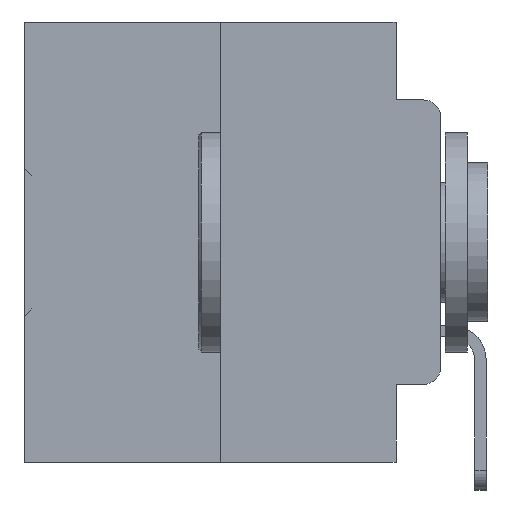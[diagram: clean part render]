
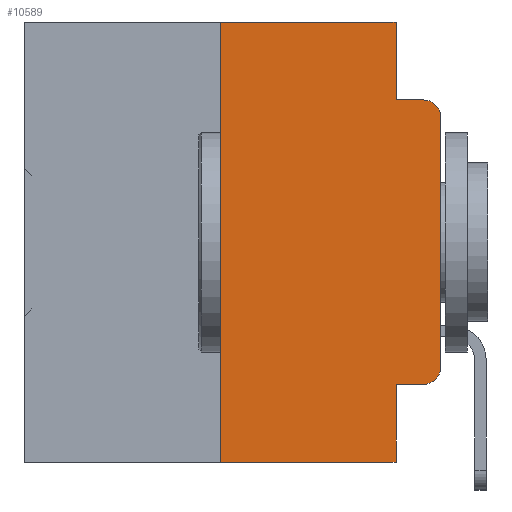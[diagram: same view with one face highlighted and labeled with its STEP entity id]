
A CAD part, left-side view. The second image highlights one B-rep face of the part: STEP entity #10589.
In plain terms, the highlighted planar face has unit normal (-1, 0, 0).
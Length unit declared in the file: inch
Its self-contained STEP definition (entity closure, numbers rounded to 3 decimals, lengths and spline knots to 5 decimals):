
#1436 = EDGE_CURVE ( 'NONE', #18573, #6303, #28935, .T. ) ;
#1758 = LINE ( 'NONE', #14381, #23364 ) ;
#3028 = CARTESIAN_POINT ( 'NONE',  ( 0., 0.25, 0. ) ) ;
#3865 = AXIS2_PLACEMENT_3D ( 'NONE', #31316, #14854, #34008 ) ;
#3888 = LINE ( 'NONE', #3028, #26119 ) ;
#4108 = VERTEX_POINT ( 'NONE', #36655 ) ;
#4881 = CARTESIAN_POINT ( 'NONE',  ( 0., 0.051, -0.0885 ) ) ;
#5172 = LINE ( 'NONE', #24993, #12357 ) ;
#5950 = CARTESIAN_POINT ( 'NONE',  ( 0., 0.02, -0.4115 ) ) ;
#6303 = VERTEX_POINT ( 'NONE', #14432 ) ;
#6465 = VERTEX_POINT ( 'NONE', #21527 ) ;
#6591 = EDGE_CURVE ( 'NONE', #6465, #33737, #28813, .T. ) ;
#6755 = CARTESIAN_POINT ( 'NONE',  ( 0., 0.02, -0.0885 ) ) ;
#7268 = VERTEX_POINT ( 'NONE', #27810 ) ;
#7586 = CARTESIAN_POINT ( 'NONE',  ( 0., 0.051, -0.4115 ) ) ;
#8032 = CARTESIAN_POINT ( 'NONE',  ( 0., 0., 0. ) ) ;
#8404 = ORIENTED_EDGE ( 'NONE', *, *, #20383, .F. ) ;
#8991 = VERTEX_POINT ( 'NONE', #34196 ) ;
#9690 = ORIENTED_EDGE ( 'NONE', *, *, #10596, .F. ) ;
#9877 = DIRECTION ( 'NONE',  ( 0., 0., 1. ) ) ;
#10225 = ORIENTED_EDGE ( 'NONE', *, *, #24491, .T. ) ;
#10589 = ADVANCED_FACE ( 'NONE', ( #12991 ), #34247, .F. ) ;
#10596 = EDGE_CURVE ( 'NONE', #7268, #13724, #3888, .T. ) ;
#12357 = VECTOR ( 'NONE', #33041, 39.37008 ) ;
#12728 = ORIENTED_EDGE ( 'NONE', *, *, #23814, .F. ) ;
#12991 = FACE_OUTER_BOUND ( 'NONE', #29498, .T. ) ;
#13724 = VERTEX_POINT ( 'NONE', #16444 ) ;
#14381 = CARTESIAN_POINT ( 'NONE',  ( 0., 0.051, 0. ) ) ;
#14432 = CARTESIAN_POINT ( 'NONE',  ( 0., 0., -0.1085 ) ) ;
#14504 = ORIENTED_EDGE ( 'NONE', *, *, #6591, .T. ) ;
#14522 = CARTESIAN_POINT ( 'NONE',  ( 0., 0.051, 0. ) ) ;
#14717 = EDGE_CURVE ( 'NONE', #6303, #32047, #33919, .T. ) ;
#14788 = DIRECTION ( 'NONE',  ( -1., 0., 0. ) ) ;
#14854 = DIRECTION ( 'NONE',  ( -1., 0., 0. ) ) ;
#16444 = CARTESIAN_POINT ( 'NONE',  ( 0., 0.25, 0. ) ) ;
#17954 = CARTESIAN_POINT ( 'NONE',  ( 0., 0.473, 0. ) ) ;
#18573 = VERTEX_POINT ( 'NONE', #20868 ) ;
#19063 = CARTESIAN_POINT ( 'NONE',  ( 0., 0.051, -0.5 ) ) ;
#20383 = EDGE_CURVE ( 'NONE', #8991, #4108, #1758, .T. ) ;
#20742 = DIRECTION ( 'NONE',  ( 0., 0., -1. ) ) ;
#20868 = CARTESIAN_POINT ( 'NONE',  ( 0., 0., -0.3915 ) ) ;
#21309 = EDGE_CURVE ( 'NONE', #6465, #31623, #29319, .T. ) ;
#21527 = CARTESIAN_POINT ( 'NONE',  ( 0., 0.051, -0.4115 ) ) ;
#21549 = VECTOR ( 'NONE', #27610, 39.37008 ) ;
#22073 = VECTOR ( 'NONE', #31005, 39.37008 ) ;
#23093 = CARTESIAN_POINT ( 'NONE',  ( 0., 0.473, 0. ) ) ;
#23209 = ORIENTED_EDGE ( 'NONE', *, *, #21309, .F. ) ;
#23364 = VECTOR ( 'NONE', #33561, 39.37008 ) ;
#23814 = EDGE_CURVE ( 'NONE', #4108, #32047, #32653, .T. ) ;
#24491 = EDGE_CURVE ( 'NONE', #33737, #18573, #31344, .T. ) ;
#24993 = CARTESIAN_POINT ( 'NONE',  ( 0., 0.473, -0.5 ) ) ;
#25046 = EDGE_CURVE ( 'NONE', #13724, #8991, #29636, .T. ) ;
#25301 = ORIENTED_EDGE ( 'NONE', *, *, #25046, .F. ) ;
#25455 = VECTOR ( 'NONE', #27927, 39.37008 ) ;
#25924 = EDGE_CURVE ( 'NONE', #7268, #31623, #5172, .T. ) ;
#26119 = VECTOR ( 'NONE', #31561, 39.37008 ) ;
#27467 = ORIENTED_EDGE ( 'NONE', *, *, #25924, .T. ) ;
#27610 = DIRECTION ( 'NONE',  ( 0., -1., 0. ) ) ;
#27810 = CARTESIAN_POINT ( 'NONE',  ( 0., 0.25, -0.5 ) ) ;
#27927 = DIRECTION ( 'NONE',  ( 0., -1., 0. ) ) ;
#28096 = VECTOR ( 'NONE', #9877, 39.37008 ) ;
#28218 = AXIS2_PLACEMENT_3D ( 'NONE', #17954, #36996, #20742 ) ;
#28813 = LINE ( 'NONE', #7586, #21549 ) ;
#28935 = LINE ( 'NONE', #8032, #28096 ) ;
#29319 = LINE ( 'NONE', #14522, #22073 ) ;
#29498 = EDGE_LOOP ( 'NONE', ( #30937, #34290, #12728, #8404, #25301, #9690, #27467, #23209, #14504, #10225 ) ) ;
#29636 = LINE ( 'NONE', #23093, #36824 ) ;
#30937 = ORIENTED_EDGE ( 'NONE', *, *, #1436, .T. ) ;
#31005 = DIRECTION ( 'NONE',  ( 0., 0., -1. ) ) ;
#31251 = CARTESIAN_POINT ( 'NONE',  ( 0., 0.02, -0.1085 ) ) ;
#31316 = CARTESIAN_POINT ( 'NONE',  ( 0., 0.02, -0.3915 ) ) ;
#31344 = CIRCLE ( 'NONE', #3865, 0.02 ) ;
#31561 = DIRECTION ( 'NONE',  ( 0., 0., 1. ) ) ;
#31623 = VERTEX_POINT ( 'NONE', #19063 ) ;
#32047 = VERTEX_POINT ( 'NONE', #6755 ) ;
#32653 = LINE ( 'NONE', #4881, #25455 ) ;
#33041 = DIRECTION ( 'NONE',  ( 0., -1., 0. ) ) ;
#33561 = DIRECTION ( 'NONE',  ( 0., 0., -1. ) ) ;
#33737 = VERTEX_POINT ( 'NONE', #5950 ) ;
#33919 = CIRCLE ( 'NONE', #35530, 0.02 ) ;
#33943 = DIRECTION ( 'NONE',  ( 0., 0., -1. ) ) ;
#34008 = DIRECTION ( 'NONE',  ( 0., 0., -1. ) ) ;
#34196 = CARTESIAN_POINT ( 'NONE',  ( 0., 0.051, 0. ) ) ;
#34247 = PLANE ( 'NONE',  #28218 ) ;
#34290 = ORIENTED_EDGE ( 'NONE', *, *, #14717, .T. ) ;
#35530 = AXIS2_PLACEMENT_3D ( 'NONE', #31251, #14788, #33943 ) ;
#36623 = DIRECTION ( 'NONE',  ( 0., -1., 0. ) ) ;
#36655 = CARTESIAN_POINT ( 'NONE',  ( 0., 0.051, -0.0885 ) ) ;
#36824 = VECTOR ( 'NONE', #36623, 39.37008 ) ;
#36996 = DIRECTION ( 'NONE',  ( 1., 0., 0. ) ) ;
